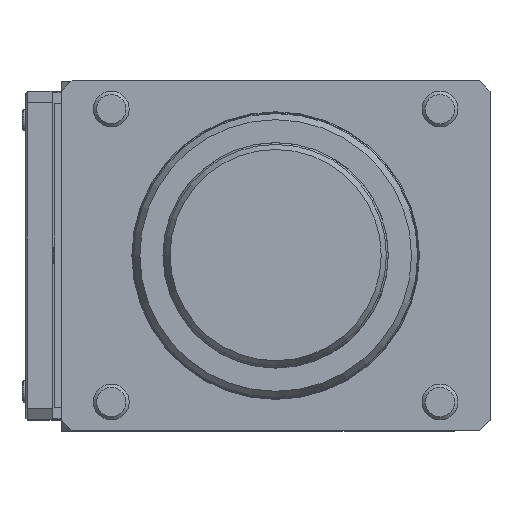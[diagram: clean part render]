
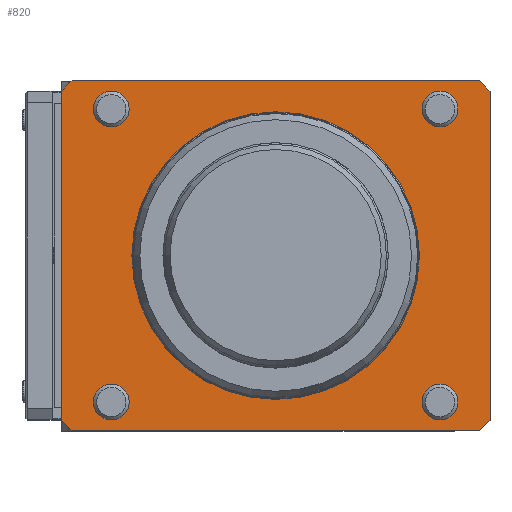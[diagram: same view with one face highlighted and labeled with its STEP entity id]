
A CAD part, top view. The second image highlights one B-rep face of the part: STEP entity #820.
In plain terms, the highlighted planar face has unit normal (0, 0, 1).
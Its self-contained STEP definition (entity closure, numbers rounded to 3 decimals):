
#46=LINE('',#4490,#246);
#56=LINE('',#4513,#256);
#84=LINE('',#4609,#284);
#85=LINE('',#4611,#285);
#86=LINE('',#4613,#286);
#87=LINE('',#4615,#287);
#88=LINE('',#4617,#288);
#89=LINE('',#4618,#289);
#246=VECTOR('',#3487,1.);
#256=VECTOR('',#3503,1.);
#284=VECTOR('',#3597,1.);
#285=VECTOR('',#3598,1.);
#286=VECTOR('',#3599,1.);
#287=VECTOR('',#3600,1.);
#288=VECTOR('',#3601,1.);
#289=VECTOR('',#3602,1.);
#657=FACE_BOUND('',#1300,.T.);
#658=FACE_BOUND('',#1301,.T.);
#659=FACE_BOUND('',#1302,.T.);
#660=FACE_BOUND('',#1303,.T.);
#661=FACE_BOUND('',#1304,.T.);
#662=FACE_BOUND('',#1305,.T.);
#820=ADVANCED_FACE('',(#657,#658,#659,#660,#661,#662),#962,.T.);
#962=PLANE('',#3058);
#1300=EDGE_LOOP('',(#1653));
#1301=EDGE_LOOP('',(#1654));
#1302=EDGE_LOOP('',(#1655));
#1303=EDGE_LOOP('',(#1656));
#1304=EDGE_LOOP('',(#1657,#1658,#1659,#1660,#1661,#1662,#1663,#1664));
#1305=EDGE_LOOP('',(#1665));
#1653=ORIENTED_EDGE('',*,*,#2431,.F.);
#1654=ORIENTED_EDGE('',*,*,#2440,.F.);
#1655=ORIENTED_EDGE('',*,*,#2449,.F.);
#1656=ORIENTED_EDGE('',*,*,#2458,.F.);
#1657=ORIENTED_EDGE('',*,*,#2521,.F.);
#1658=ORIENTED_EDGE('',*,*,#2522,.F.);
#1659=ORIENTED_EDGE('',*,*,#2523,.F.);
#1660=ORIENTED_EDGE('',*,*,#2524,.F.);
#1661=ORIENTED_EDGE('',*,*,#2525,.F.);
#1662=ORIENTED_EDGE('',*,*,#2469,.F.);
#1663=ORIENTED_EDGE('',*,*,#2526,.F.);
#1664=ORIENTED_EDGE('',*,*,#2480,.F.);
#1665=ORIENTED_EDGE('',*,*,#2527,.F.);
#2177=VERTEX_POINT('',#4384);
#2186=VERTEX_POINT('',#4411);
#2195=VERTEX_POINT('',#4438);
#2204=VERTEX_POINT('',#4465);
#2215=VERTEX_POINT('',#4489);
#2216=VERTEX_POINT('',#4491);
#2225=VERTEX_POINT('',#4512);
#2226=VERTEX_POINT('',#4514);
#2261=VERTEX_POINT('',#4610);
#2262=VERTEX_POINT('',#4612);
#2263=VERTEX_POINT('',#4614);
#2264=VERTEX_POINT('',#4616);
#2265=VERTEX_POINT('',#4620);
#2431=EDGE_CURVE('',#2177,#2177,#2767,.T.);
#2440=EDGE_CURVE('',#2186,#2186,#2776,.T.);
#2449=EDGE_CURVE('',#2195,#2195,#2785,.T.);
#2458=EDGE_CURVE('',#2204,#2204,#2794,.T.);
#2469=EDGE_CURVE('',#2215,#2216,#46,.T.);
#2480=EDGE_CURVE('',#2225,#2226,#56,.T.);
#2521=EDGE_CURVE('',#2261,#2225,#84,.T.);
#2522=EDGE_CURVE('',#2262,#2261,#85,.T.);
#2523=EDGE_CURVE('',#2263,#2262,#86,.T.);
#2524=EDGE_CURVE('',#2264,#2263,#87,.T.);
#2525=EDGE_CURVE('',#2216,#2264,#88,.T.);
#2526=EDGE_CURVE('',#2226,#2215,#89,.T.);
#2527=EDGE_CURVE('',#2265,#2265,#2814,.T.);
#2767=CIRCLE('',#2958,5.);
#2776=CIRCLE('',#2976,5.);
#2785=CIRCLE('',#2994,5.);
#2794=CIRCLE('',#3012,5.);
#2814=CIRCLE('',#3057,40.25);
#2958=AXIS2_PLACEMENT_3D('',#4383,#3356,#3357);
#2976=AXIS2_PLACEMENT_3D('',#4410,#3392,#3393);
#2994=AXIS2_PLACEMENT_3D('',#4437,#3428,#3429);
#3012=AXIS2_PLACEMENT_3D('',#4464,#3464,#3465);
#3057=AXIS2_PLACEMENT_3D('',#4619,#3603,#3604);
#3058=AXIS2_PLACEMENT_3D('',#4621,#3605,#3606);
#3356=DIRECTION('',(0.,0.,1.));
#3357=DIRECTION('',(0.,-1.,0.));
#3392=DIRECTION('',(0.,0.,1.));
#3393=DIRECTION('',(0.,-1.,0.));
#3428=DIRECTION('',(0.,0.,1.));
#3429=DIRECTION('',(0.,-1.,0.));
#3464=DIRECTION('',(0.,0.,1.));
#3465=DIRECTION('',(0.,-1.,0.));
#3487=DIRECTION('',(0.,-1.,0.));
#3503=DIRECTION('',(1.,0.,0.));
#3597=DIRECTION('',(0.707,0.707,0.));
#3598=DIRECTION('',(0.,1.,0.));
#3599=DIRECTION('',(-0.707,0.707,0.));
#3600=DIRECTION('',(-1.,0.,0.));
#3601=DIRECTION('',(-0.707,-0.707,0.));
#3602=DIRECTION('',(0.707,-0.707,0.));
#3603=DIRECTION('',(0.,0.,1.));
#3604=DIRECTION('',(1.,0.,0.));
#3605=DIRECTION('',(0.,0.,1.));
#3606=DIRECTION('',(1.,0.,0.));
#4383=CARTESIAN_POINT('',(-46.,-41.,0.));
#4384=CARTESIAN_POINT('',(-46.,-46.,0.));
#4410=CARTESIAN_POINT('',(46.,41.,0.));
#4411=CARTESIAN_POINT('',(46.,36.,0.));
#4437=CARTESIAN_POINT('',(46.,-41.,0.));
#4438=CARTESIAN_POINT('',(46.,-46.,0.));
#4464=CARTESIAN_POINT('',(-46.,41.,0.));
#4465=CARTESIAN_POINT('',(-46.,36.,0.));
#4489=CARTESIAN_POINT('',(60.,46.,0.));
#4490=CARTESIAN_POINT('',(60.,46.,0.));
#4491=CARTESIAN_POINT('',(60.,-46.,0.));
#4512=CARTESIAN_POINT('',(-57.,49.,0.));
#4513=CARTESIAN_POINT('',(-57.,49.,0.));
#4514=CARTESIAN_POINT('',(57.,49.,0.));
#4609=CARTESIAN_POINT('',(-57.,49.,0.));
#4610=CARTESIAN_POINT('',(-60.,46.,0.));
#4611=CARTESIAN_POINT('',(-60.,-46.,0.));
#4612=CARTESIAN_POINT('',(-60.,-46.,0.));
#4613=CARTESIAN_POINT('',(-60.,-46.,0.));
#4614=CARTESIAN_POINT('',(-57.,-49.,0.));
#4615=CARTESIAN_POINT('',(57.,-49.,0.));
#4616=CARTESIAN_POINT('',(57.,-49.,0.));
#4617=CARTESIAN_POINT('',(60.,-46.,0.));
#4618=CARTESIAN_POINT('',(60.,46.,0.));
#4619=CARTESIAN_POINT('',(0.,0.,0.));
#4620=CARTESIAN_POINT('',(40.25,0.,0.));
#4621=CARTESIAN_POINT('',(45.5,11.767,0.));
